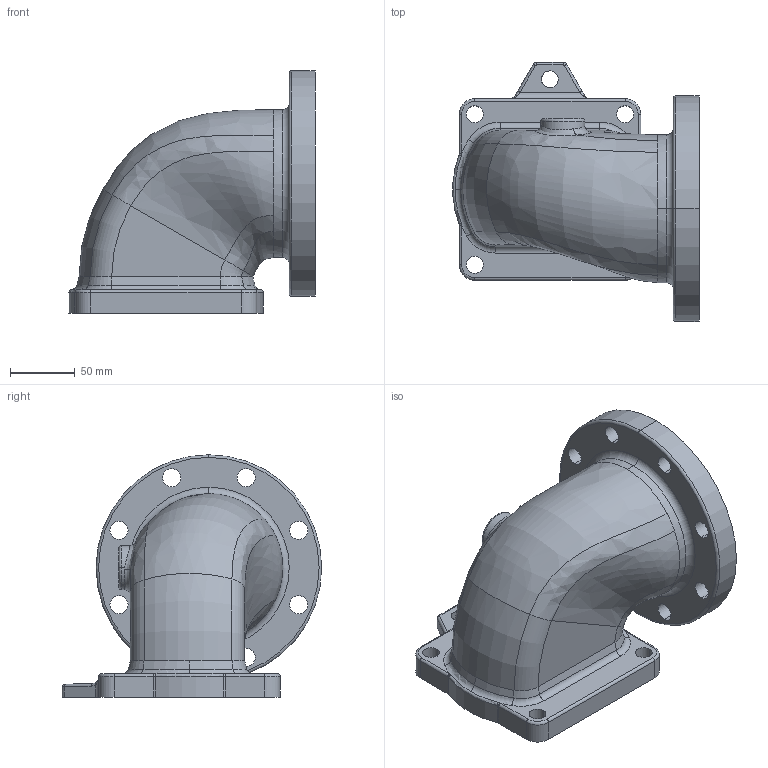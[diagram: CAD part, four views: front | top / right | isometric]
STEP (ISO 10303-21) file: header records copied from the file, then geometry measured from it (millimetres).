
FILE_DESCRIPTION (( 'STEP AP214' ), '1' );
FILE_NAME ('ROVEK2_251247.STEP', '2012-07-24T11:15:49', ( 'Admin2' ), ( '' ), 'SwSTEP 2.0', 'SolidWorks 2010', '' );
FILE_SCHEMA (( 'AUTOMOTIVE_DESIGN' ));
Length unit declared in the file: millimetre
Products named in the file (1): ROVEK2_251247
Bounding box: 189.81 x 200 x 187 mm (x, y, z)
Volume: 881786.4 mm3; surface area: 197175.1 mm2
Topology: 1 solids, 1 shells, 209 faces, 515 edges, 309 vertices
Faces by surface type: cylinder 82, torus 34, cone 33, bspline 32, plane 28
Entity records: 25168 total; most frequent: CARTESIAN_POINT 20282, ORIENTED_EDGE 1026, DIRECTION 1023, EDGE_CURVE 513, AXIS2_PLACEMENT_3D 427, VERTEX_POINT 309, CIRCLE 249, EDGE_LOOP 240
